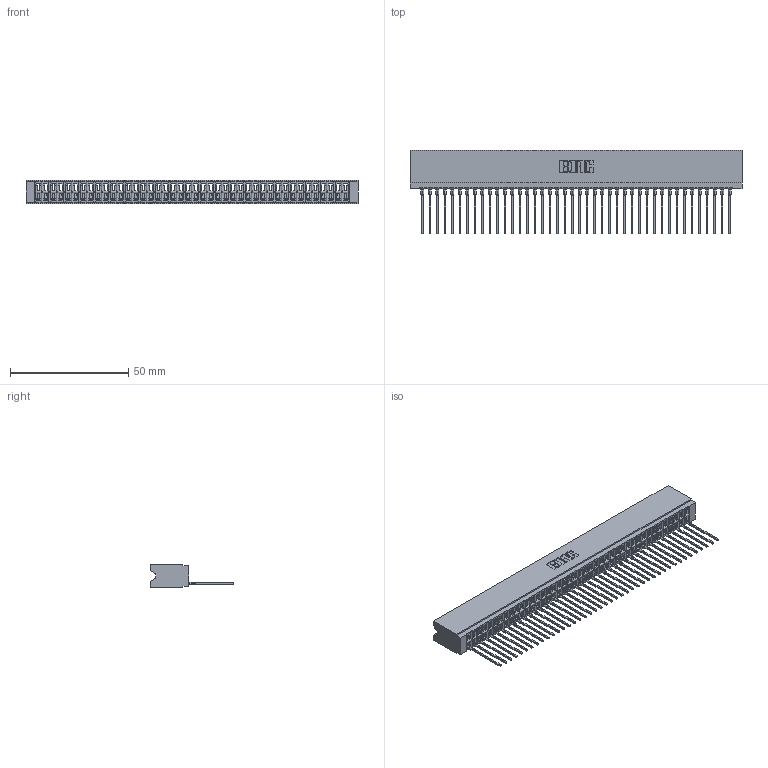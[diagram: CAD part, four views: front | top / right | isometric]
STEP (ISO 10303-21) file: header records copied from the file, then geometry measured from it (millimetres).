
FILE_DESCRIPTION (( 'STEP AP203' ), '1' );
FILE_NAME ('746-042-541-106.STEP', '2026-03-04T16:39:33', ( '' ), ( '' ), 'SwSTEP 2.0', 'SolidWorks 2023', '' );
FILE_SCHEMA (( 'CONFIG_CONTROL_DESIGN' ));
Length unit declared in the file: millimetre
Products named in the file (3): 746 Part_.515 Slot Depth - 06; 746-042-541-106; 746-292-001_541
Assembly tree (43 placements, depth 2):
  746-042-541-106
    746 Part_.515 Slot Depth - 06
    746-292-001_541  x42
Bounding box: 140.59 x 35.42 x 9.91 mm (x, y, z)
Volume: 14859.5 mm3; surface area: 23068.6 mm2
Topology: 43 solids, 43 shells, 4634 faces, 13159 edges, 8449 vertices
Faces by surface type: plane 2702, cylinder 840, bspline 840, torus 252
Entity records: 63485 total; most frequent: CARTESIAN_POINT 12846, ORIENTED_EDGE 11148, DIRECTION 9224, EDGE_CURVE 5574, LINE 4970, VECTOR 4970, VERTEX_POINT 3693, AXIS2_PLACEMENT_3D 2127
